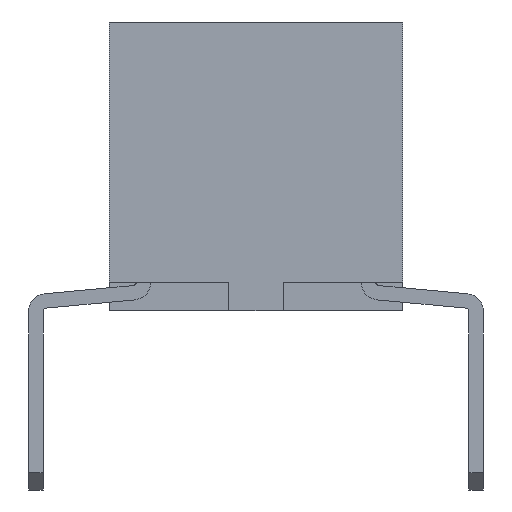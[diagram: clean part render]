
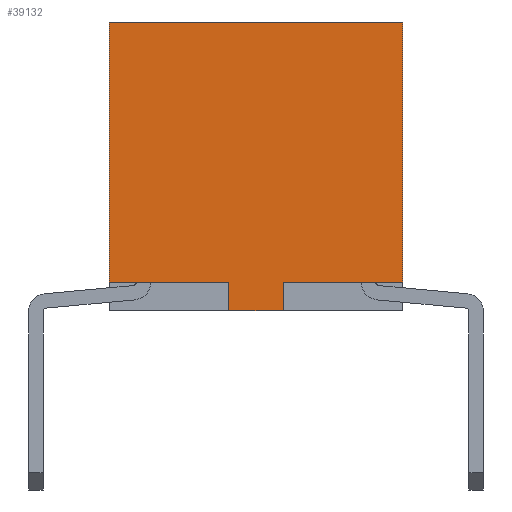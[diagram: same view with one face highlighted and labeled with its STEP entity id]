
A CAD part, front view. The second image highlights one B-rep face of the part: STEP entity #39132.
In plain terms, the highlighted face is planar.
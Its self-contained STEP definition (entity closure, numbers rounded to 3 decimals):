
#9949=ORIENTED_EDGE('',*,*,#14392,.F.);
#9950=ORIENTED_EDGE('',*,*,#14391,.T.);
#9951=ORIENTED_EDGE('',*,*,#10411,.T.);
#9952=ORIENTED_EDGE('',*,*,#14393,.F.);
#9953=ORIENTED_EDGE('',*,*,#14394,.F.);
#9954=ORIENTED_EDGE('',*,*,#14395,.F.);
#9955=ORIENTED_EDGE('',*,*,#10806,.T.);
#9956=ORIENTED_EDGE('',*,*,#14358,.T.);
#10411=EDGE_CURVE('',#14562,#14561,#17224,.T.);
#10806=EDGE_CURVE('',#14816,#14815,#17484,.T.);
#14358=EDGE_CURVE('',#14815,#17080,#20012,.T.);
#14391=EDGE_CURVE('',#17096,#14562,#20045,.T.);
#14392=EDGE_CURVE('',#17096,#17080,#20046,.T.);
#14393=EDGE_CURVE('',#17097,#14561,#20047,.T.);
#14394=EDGE_CURVE('',#17098,#17097,#20048,.T.);
#14395=EDGE_CURVE('',#14816,#17098,#20049,.T.);
#14561=VERTEX_POINT('',#50055);
#14562=VERTEX_POINT('',#50057);
#14815=VERTEX_POINT('',#50928);
#14816=VERTEX_POINT('',#50930);
#17080=VERTEX_POINT('',#58652);
#17096=VERTEX_POINT('',#58716);
#17097=VERTEX_POINT('',#58721);
#17098=VERTEX_POINT('',#58723);
#17224=LINE('',#50056,#20206);
#17484=LINE('',#50929,#20466);
#20012=LINE('',#58653,#22994);
#20045=LINE('',#58717,#23027);
#20046=LINE('',#58719,#23028);
#20047=LINE('',#58720,#23029);
#20048=LINE('',#58722,#23030);
#20049=LINE('',#58724,#23031);
#20206=VECTOR('',#41993,1000.);
#20466=VECTOR('',#42755,1000.);
#22994=VECTOR('',#49517,1000.);
#23027=VECTOR('',#49580,1000.);
#23028=VECTOR('',#49583,1000.);
#23029=VECTOR('',#49584,1000.);
#23030=VECTOR('',#49585,1000.);
#23031=VECTOR('',#49586,1000.);
#24613=EDGE_LOOP('',(#9949,#9950,#9951,#9952,#9953,#9954,#9955,#9956));
#26185=FACE_BOUND('',#24613,.T.);
#27129=PLANE('',#41647);
#39132=ADVANCED_FACE('',(#26185),#27129,.F.);
#41647=AXIS2_PLACEMENT_3D('',#58718,#49581,#49582);
#41993=DIRECTION('',(0.,-1.,0.));
#42755=DIRECTION('',(0.,-1.,0.));
#49517=DIRECTION('',(0.,0.,-1.));
#49580=DIRECTION('',(0.,0.,1.));
#49581=DIRECTION('',(1.,0.,0.));
#49582=DIRECTION('',(0.,0.,-1.));
#49583=DIRECTION('',(0.,1.,0.));
#49584=DIRECTION('',(0.,0.,-1.));
#49585=DIRECTION('',(0.,-1.,0.));
#49586=DIRECTION('',(0.,0.,1.));
#50055=CARTESIAN_POINT('',(-11.73,-2.54,-2.));
#50056=CARTESIAN_POINT('',(-11.73,0.,-2.));
#50057=CARTESIAN_POINT('',(-11.73,-0.47,-2.));
#50928=CARTESIAN_POINT('',(-11.73,0.47,-2.));
#50929=CARTESIAN_POINT('',(-11.73,0.,-2.));
#50930=CARTESIAN_POINT('',(-11.73,2.54,-2.));
#58652=CARTESIAN_POINT('',(-11.73,0.47,-2.5));
#58653=CARTESIAN_POINT('',(-11.73,0.47,0.));
#58716=CARTESIAN_POINT('',(-11.73,-0.47,-2.5));
#58717=CARTESIAN_POINT('',(-11.73,-0.47,0.));
#58718=CARTESIAN_POINT('',(-11.73,0.,0.));
#58719=CARTESIAN_POINT('',(-11.73,-2.54,-2.5));
#58720=CARTESIAN_POINT('',(-11.73,-2.54,2.5));
#58721=CARTESIAN_POINT('',(-11.73,-2.54,2.5));
#58722=CARTESIAN_POINT('',(-11.73,2.54,2.5));
#58723=CARTESIAN_POINT('',(-11.73,2.54,2.5));
#58724=CARTESIAN_POINT('',(-11.73,2.54,-2.5));
